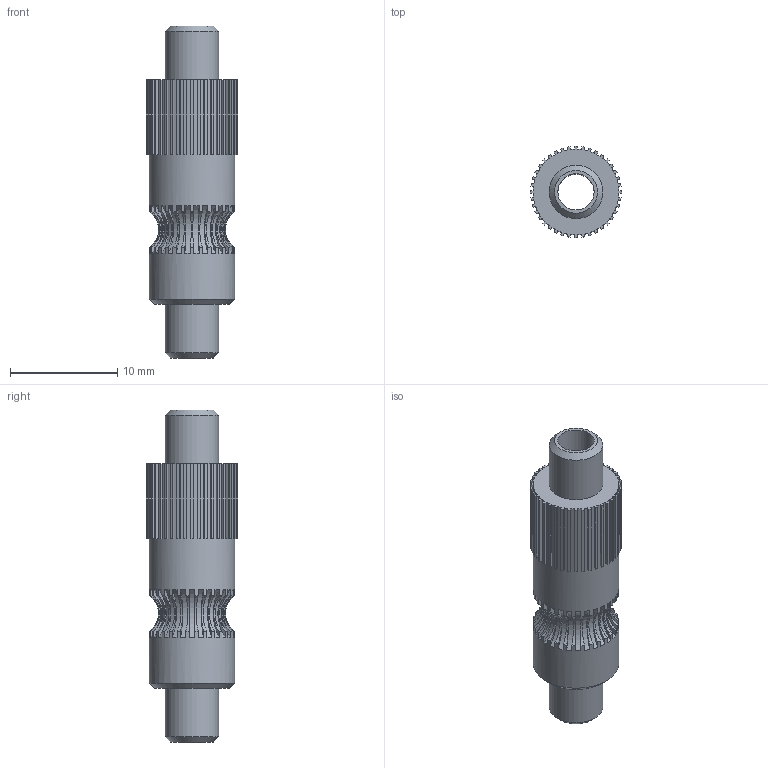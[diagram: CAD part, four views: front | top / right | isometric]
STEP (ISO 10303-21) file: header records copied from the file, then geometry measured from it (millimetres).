
FILE_DESCRIPTION(('FreeCAD Model'),'2;1');
FILE_NAME('knurled_hobbed_shaft_8mm_rev_b.step','2017-06-02T09:40:32',('Author'),(''), 'Open CASCADE STEP processor 6.9','FreeCAD','Unknown');
FILE_SCHEMA(('AUTOMOTIVE_DESIGN_CC2 { 1 2 10303 214 -1 1 5 4 }'));
Length unit declared in the file: millimetre
Products named in the file (1): Pocket003
Bounding box: 8.5 x 8.5 x 31 mm (x, y, z)
Volume: 922.3 mm3; surface area: 1287.1 mm2
Topology: 1 solids, 1 shells, 292 faces, 861 edges, 573 vertices
Faces by surface type: plane 224, cylinder 35, torus 30, cone 3
Full cylindrical faces by diameter (mm): 3.38 x1, 5 x2, 8 x2
Entity records: 47957 total; most frequent: CARTESIAN_POINT 31851, DIRECTION 2704, ORIENTED_EDGE 1722, PCURVE 1722, DEFINITIONAL_REPRESENTATION 1722, LINE 1591, VECTOR 1591, EDGE_CURVE 861
